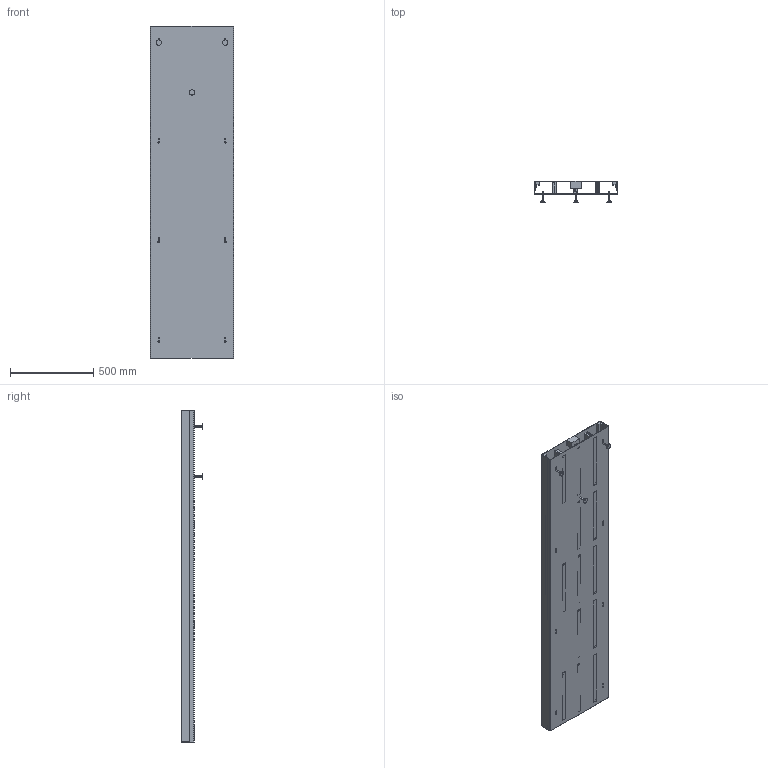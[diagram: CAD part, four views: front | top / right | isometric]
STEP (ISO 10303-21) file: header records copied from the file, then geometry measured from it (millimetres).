
FILE_DESCRIPTION((''),'2;1');
FILE_NAME('BKG5008011_BKG5002LA_ASM','2026-01-13T11:31:37',('goergem'),(''),'CREO PARAMETRIC BY PTC INC, 2025123','CREO PARAMETRIC BY PTC INC, 2025123','');
FILE_SCHEMA(('AUTOMOTIVE_DESIGN { 1 0 10303 214 1 1 1 1 }'));
Length unit declared in the file: millimetre
Products named in the file (20): T-01023_8; T-01024_8; T-01025_AF0_8; T-01026_ASM_8_ASM; T-01514_ASM_6_ASM; T-01531_ASM_8_ASM; 63488-M_8; 63489-M_ASM_3_ASM; 63403-M_8; 63487-M_ASM_3_ASM; 21045-M_8; 21042-M_8; 66107-M_ASM_8_ASM; BKG5008011_ASM_1_ASM; BKG5008011_BKG5002LA_ASM_1_ASM; T-01192_21; AUSLASS_4; BKG5002LA_ASM_13_ASM; BKG5002LA_1_ASM; BKG5008011_BKG5002LA_ASM
Assembly tree (34 placements, depth 6):
  BKG5008011_BKG5002LA_ASM
    BKG5008011_BKG5002LA_ASM_1_ASM
      BKG5008011_ASM_1_ASM
        T-01023_8
        T-01024_8  x2
        T-01514_ASM_6_ASM
          T-01026_ASM_8_ASM
            T-01025_AF0_8
        T-01531_ASM_8_ASM
          T-01026_ASM_8_ASM
            T-01025_AF0_8
        63489-M_ASM_3_ASM  x8
          63488-M_8
        63487-M_ASM_3_ASM  x5
          63403-M_8
        66107-M_ASM_8_ASM  x3
          21045-M_8
          21042-M_8
    BKG5002LA_1_ASM
      BKG5002LA_ASM_13_ASM
        T-01192_21
        AUSLASS_4
Bounding box: 500 x 128 x 2000 mm (x, y, z)
Volume: 11940276 mm3; surface area: 5071765.6 mm2
Topology: 26 solids, 136 shells, 740 faces, 6452 edges, 6006 vertices
Faces by surface type: plane 493, cylinder 135, torus 80, cone 32
Entity records: 35971 total; most frequent: CARTESIAN_POINT 6645, DIRECTION 3902, PRESENTATION_STYLE_ASSIGNMENT 1612, STYLED_ITEM 1606, CURVE_STYLE 1570, ORIENTED_EDGE 1422, AXIS2_PLACEMENT_3D 1383, POLYLINE 1358
